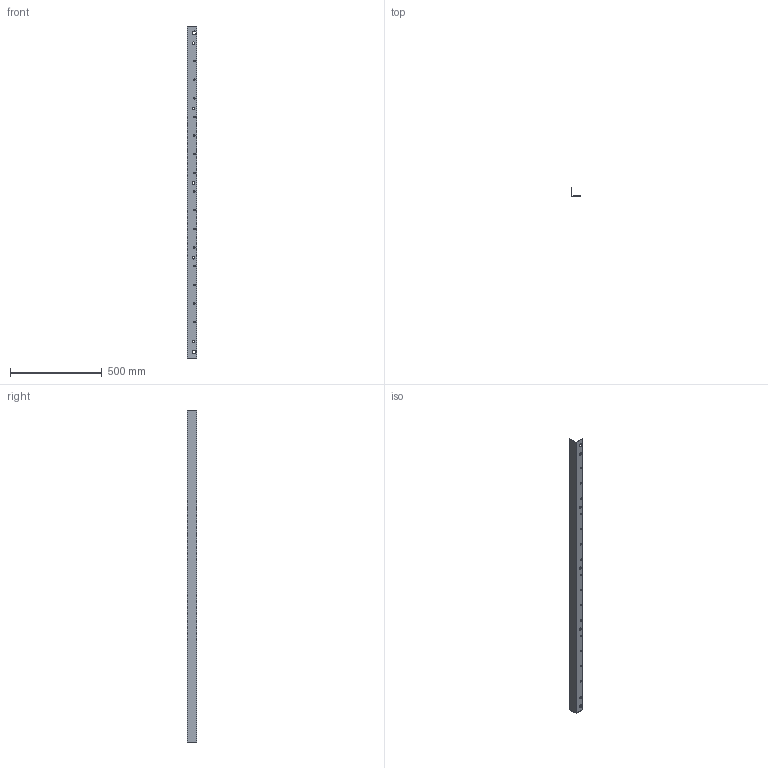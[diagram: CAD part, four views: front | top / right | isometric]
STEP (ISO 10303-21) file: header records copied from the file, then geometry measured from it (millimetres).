
FILE_DESCRIPTION(/* description */ (''),/* implementation_level */ '2;1');
FILE_NAME(/* name */ 'FE-00007-01_AF0_1.stp',/* time_stamp */ '2017-01-08T11:47:57-05:00',/* author */ ('jeff1'),/* organization */ (''),/* preprocessor_version */ 'ST-DEVELOPER v16.5',/* originating_system */ 'Autodesk Inventor 2017',/* authorisation */ '');
FILE_SCHEMA (('AUTOMOTIVE_DESIGN { 1 0 10303 214 3 1 1 }'));
Length unit declared in the file: inch
Products named in the file (1): FE-00007-01_AF0_1
Bounding box: 50.8 x 50.8 x 1808.16 mm (x, y, z)
Volume: 558023.7 mm3; surface area: 365929.7 mm2
Topology: 1 solids, 1 shells, 30 faces, 84 edges, 56 vertices
Faces by surface type: cylinder 22, plane 8
Full cylindrical faces by diameter (mm): 7.938 x15, 14.287 x5, 20.637 x2
Entity records: 1002 total; most frequent: DIRECTION 168, CARTESIAN_POINT 149, ORIENTED_EDGE 124, EDGE_LOOP 96, AXIS2_PLACEMENT_3D 75, FACE_BOUND 66, EDGE_CURVE 62, VERTEX_POINT 56
